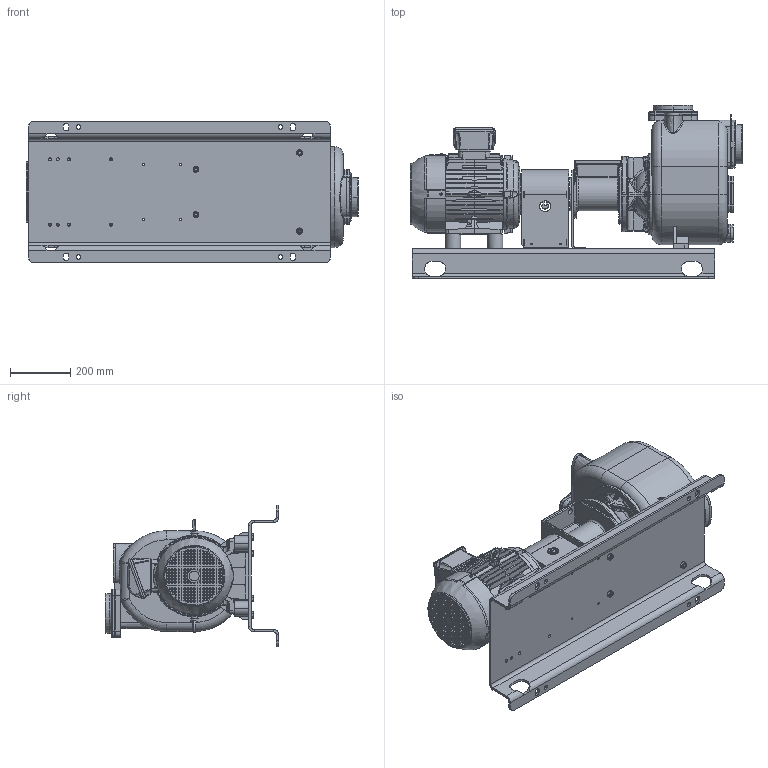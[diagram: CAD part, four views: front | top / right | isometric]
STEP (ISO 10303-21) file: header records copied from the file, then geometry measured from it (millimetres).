
FILE_DESCRIPTION((''),'2;1');
FILE_NAME('S105-50_BIT','2022-05-06T16:36:03',('Nicola'),(''),'CREO PARAMETRIC BY PTC INC, 2020354','CREO PARAMETRIC BY PTC INC, 2020354','');
FILE_SCHEMA(('CONFIG_CONTROL_DESIGN'));
Products named in the file (1): S105-50_BIT
Bounding box: 1099 x 575 x 470 mm (x, y, z)
Volume: 61058930.9 mm3; surface area: 3390371.2 mm2
Topology: 4 solids, 4 shells, 4148 faces, 10494 edges, 6592 vertices
Faces by surface type: plane 2470, cylinder 596, bspline 593, cone 290, torus 154, sphere 25, revolution 12, extrusion 8
Entity records: 186718 total; most frequent: CARTESIAN_POINT 91741, ORIENTED_EDGE 20960, DIRECTION 17556, EDGE_CURVE 10480, VERTEX_POINT 6592, VECTOR 6056, LINE 6048, AXIS2_PLACEMENT_3D 5744
